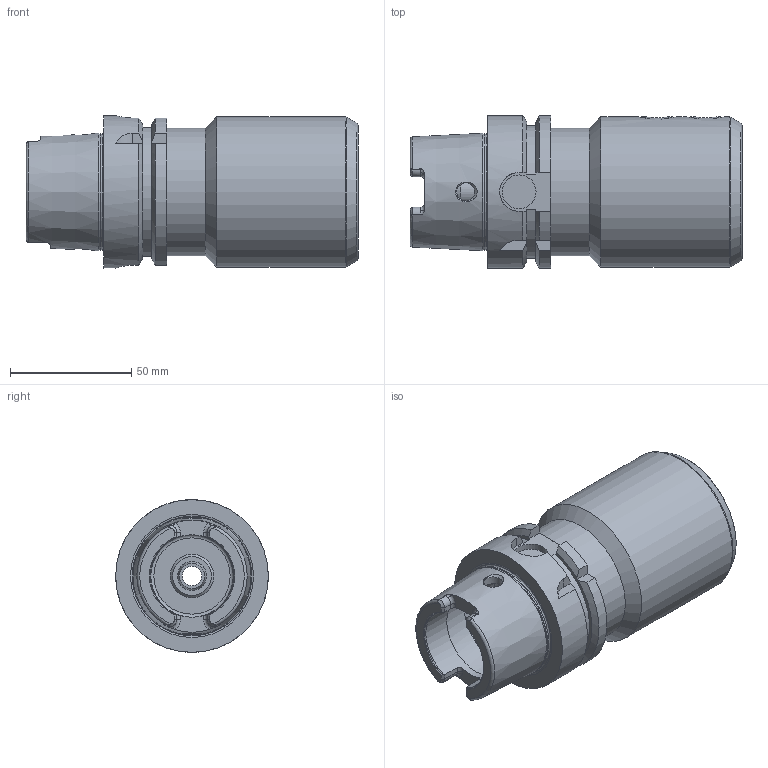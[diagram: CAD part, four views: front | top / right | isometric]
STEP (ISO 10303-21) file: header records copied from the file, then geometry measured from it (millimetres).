
FILE_DESCRIPTION((''),'2;1');
FILE_NAME('5420754232105-3D.stp','2020-07-03T11:24:25',('nttooll'),(''),'Autodesk Inventor 2012','Autodesk Inventor 2012','');
FILE_SCHEMA(('AUTOMOTIVE_DESIGN { 1 0 10303 214 1 1 1 1 }'));
Length unit declared in the file: millimetre
Products named in the file (1): 5420754232105-3D
Bounding box: 137 x 63 x 63 mm (x, y, z)
Volume: 251652.4 mm3; surface area: 46530.2 mm2
Topology: 1 solids, 1 shells, 149 faces, 383 edges, 240 vertices
Faces by surface type: plane 51, cylinder 45, cone 35, torus 18
Full cylindrical faces by diameter (mm): 7.5 x2, 8 x3, 9.238 x2, 11.3 x1, 12 x1, 14 x1, 18 x1, 32 x1, 32.4 x1, 34 x1, 34.5 x1, 40 x1, 48 x1, 52.5 x1, 62 x1, 63 x1
Entity records: 4658 total; most frequent: CARTESIAN_POINT 1372, DIRECTION 672, ORIENTED_EDGE 634, EDGE_CURVE 317, AXIS2_PLACEMENT_3D 283, VERTEX_POINT 225, EDGE_LOOP 210, FACE_OUTER_BOUND 149
